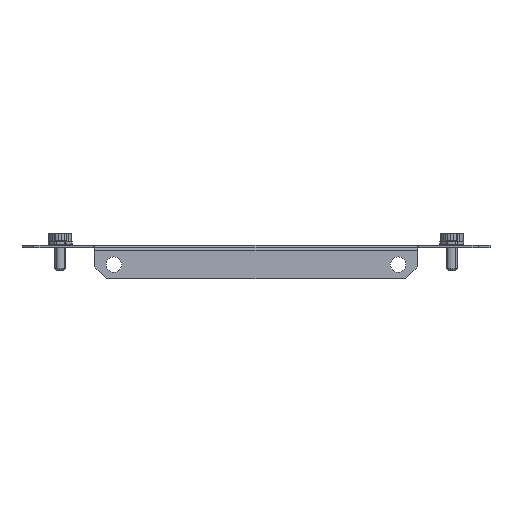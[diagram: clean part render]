
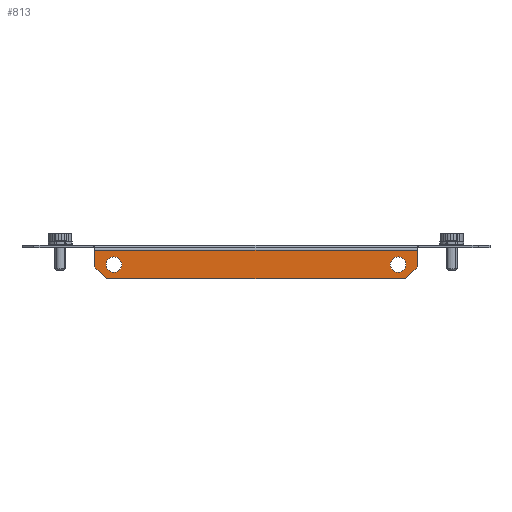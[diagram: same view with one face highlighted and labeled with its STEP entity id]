
A CAD part, front view. The second image highlights one B-rep face of the part: STEP entity #813.
In plain terms, the highlighted planar face has unit normal (0, -1, 0).
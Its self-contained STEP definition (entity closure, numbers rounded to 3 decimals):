
#30 = CARTESIAN_POINT ( 'NONE',  ( 59.5, -949.5, -8. ) ) ;
#96 = DIRECTION ( 'NONE',  ( -1., 0., 0. ) ) ;
#256 = ORIENTED_EDGE ( 'NONE', *, *, #1487, .F. ) ;
#352 = LINE ( 'NONE', #1131, #2346 ) ;
#364 = VERTEX_POINT ( 'NONE', #5337 ) ;
#479 = EDGE_CURVE ( 'NONE', #2004, #1615, #5313, .T. ) ;
#586 = VERTEX_POINT ( 'NONE', #1995 ) ;
#689 = CARTESIAN_POINT ( 'NONE',  ( 0., -949.5, -14. ) ) ;
#808 = DIRECTION ( 'NONE',  ( 0., 0., 1. ) ) ;
#813 = ADVANCED_FACE ( 'NONE', ( #1573, #1697, #1128 ), #3381, .T. ) ;
#1041 = EDGE_CURVE ( 'NONE', #3258, #3671, #2343, .T. ) ;
#1128 = FACE_OUTER_BOUND ( 'NONE', #3489, .T. ) ;
#1131 = CARTESIAN_POINT ( 'NONE',  ( 38.25, -949.5, -38.25 ) ) ;
#1154 = VERTEX_POINT ( 'NONE', #4024 ) ;
#1195 = VECTOR ( 'NONE', #96, 1000. ) ;
#1254 = CIRCLE ( 'NONE', #3329, 3.25 ) ;
#1267 = DIRECTION ( 'NONE',  ( 0., 1., 0. ) ) ;
#1346 = LINE ( 'NONE', #2338, #1195 ) ;
#1398 = DIRECTION ( 'NONE',  ( 0., 0., 1. ) ) ;
#1421 = LINE ( 'NONE', #4632, #4877 ) ;
#1467 = AXIS2_PLACEMENT_3D ( 'NONE', #30, #5049, #1822 ) ;
#1487 = EDGE_CURVE ( 'NONE', #2189, #364, #2058, .T. ) ;
#1491 = CARTESIAN_POINT ( 'NONE',  ( -59.5, -949.5, -8. ) ) ;
#1573 = FACE_BOUND ( 'NONE', #4649, .T. ) ;
#1615 = VERTEX_POINT ( 'NONE', #5559 ) ;
#1669 = DIRECTION ( 'NONE',  ( 0.707, 0., 0.707 ) ) ;
#1697 = FACE_BOUND ( 'NONE', #3069, .T. ) ;
#1747 = DIRECTION ( 'NONE',  ( 0., 0., 1. ) ) ;
#1779 = EDGE_CURVE ( 'NONE', #3786, #3689, #352, .T. ) ;
#1822 = DIRECTION ( 'NONE',  ( 0., 0., 1. ) ) ;
#1874 = EDGE_CURVE ( 'NONE', #586, #3786, #2962, .T. ) ;
#1970 = EDGE_CURVE ( 'NONE', #364, #2189, #2416, .T. ) ;
#1995 = CARTESIAN_POINT ( 'NONE',  ( -62.5, -949.5, -14. ) ) ;
#2004 = VERTEX_POINT ( 'NONE', #5440 ) ;
#2058 = CIRCLE ( 'NONE', #5402, 3.25 ) ;
#2189 = VERTEX_POINT ( 'NONE', #3191 ) ;
#2218 = EDGE_CURVE ( 'NONE', #1154, #2004, #1346, .T. ) ;
#2282 = VECTOR ( 'NONE', #1747, 1000. ) ;
#2326 = ORIENTED_EDGE ( 'NONE', *, *, #5245, .T. ) ;
#2338 = CARTESIAN_POINT ( 'NONE',  ( 0., -949.5, -2. ) ) ;
#2343 = CIRCLE ( 'NONE', #4169, 3.25 ) ;
#2346 = VECTOR ( 'NONE', #1669, 1000. ) ;
#2416 = CIRCLE ( 'NONE', #1467, 3.25 ) ;
#2679 = DIRECTION ( 'NONE',  ( 0.707, 0., -0.707 ) ) ;
#2771 = ORIENTED_EDGE ( 'NONE', *, *, #3520, .T. ) ;
#2910 = ORIENTED_EDGE ( 'NONE', *, *, #2218, .T. ) ;
#2962 = LINE ( 'NONE', #689, #4439 ) ;
#2963 = CARTESIAN_POINT ( 'NONE',  ( 62.5, -949.5, -14. ) ) ;
#2988 = ORIENTED_EDGE ( 'NONE', *, *, #1779, .T. ) ;
#3039 = DIRECTION ( 'NONE',  ( 0., 0., 1. ) ) ;
#3069 = EDGE_LOOP ( 'NONE', ( #4339, #4244 ) ) ;
#3191 = CARTESIAN_POINT ( 'NONE',  ( 59.5, -949.5, -11.25 ) ) ;
#3192 = CARTESIAN_POINT ( 'NONE',  ( -59.5, -949.5, -11.25 ) ) ;
#3258 = VERTEX_POINT ( 'NONE', #5542 ) ;
#3329 = AXIS2_PLACEMENT_3D ( 'NONE', #4441, #1267, #3039 ) ;
#3381 = PLANE ( 'NONE',  #3756 ) ;
#3489 = EDGE_LOOP ( 'NONE', ( #5045, #2988, #2771, #2910, #4022, #2326 ) ) ;
#3504 = CARTESIAN_POINT ( 'NONE',  ( 0., -949.5, 0. ) ) ;
#3520 = EDGE_CURVE ( 'NONE', #3689, #1154, #5795, .T. ) ;
#3671 = VERTEX_POINT ( 'NONE', #3192 ) ;
#3689 = VERTEX_POINT ( 'NONE', #5509 ) ;
#3756 = AXIS2_PLACEMENT_3D ( 'NONE', #3504, #5344, #808 ) ;
#3786 = VERTEX_POINT ( 'NONE', #2963 ) ;
#3862 = VECTOR ( 'NONE', #5453, 1000. ) ;
#3912 = DIRECTION ( 'NONE',  ( 1., 0., 0. ) ) ;
#4022 = ORIENTED_EDGE ( 'NONE', *, *, #479, .T. ) ;
#4024 = CARTESIAN_POINT ( 'NONE',  ( 67.5, -949.5, -2. ) ) ;
#4169 = AXIS2_PLACEMENT_3D ( 'NONE', #1491, #4722, #5623 ) ;
#4244 = ORIENTED_EDGE ( 'NONE', *, *, #5836, .T. ) ;
#4339 = ORIENTED_EDGE ( 'NONE', *, *, #1041, .T. ) ;
#4439 = VECTOR ( 'NONE', #3912, 1000. ) ;
#4441 = CARTESIAN_POINT ( 'NONE',  ( -59.5, -949.5, -8. ) ) ;
#4632 = CARTESIAN_POINT ( 'NONE',  ( -38.25, -949.5, -38.25 ) ) ;
#4649 = EDGE_LOOP ( 'NONE', ( #5314, #256 ) ) ;
#4722 = DIRECTION ( 'NONE',  ( 0., 1., 0. ) ) ;
#4790 = CARTESIAN_POINT ( 'NONE',  ( 67.5, -949.5, 0. ) ) ;
#4877 = VECTOR ( 'NONE', #2679, 1000. ) ;
#4937 = CARTESIAN_POINT ( 'NONE',  ( 59.5, -949.5, -8. ) ) ;
#4971 = CARTESIAN_POINT ( 'NONE',  ( -67.5, -949.5, 0. ) ) ;
#4996 = DIRECTION ( 'NONE',  ( 0., -1., 0. ) ) ;
#5045 = ORIENTED_EDGE ( 'NONE', *, *, #1874, .T. ) ;
#5049 = DIRECTION ( 'NONE',  ( 0., -1., 0. ) ) ;
#5245 = EDGE_CURVE ( 'NONE', #1615, #586, #1421, .T. ) ;
#5313 = LINE ( 'NONE', #4971, #3862 ) ;
#5314 = ORIENTED_EDGE ( 'NONE', *, *, #1970, .F. ) ;
#5337 = CARTESIAN_POINT ( 'NONE',  ( 59.5, -949.5, -4.75 ) ) ;
#5344 = DIRECTION ( 'NONE',  ( 0., -1., 0. ) ) ;
#5402 = AXIS2_PLACEMENT_3D ( 'NONE', #4937, #4996, #1398 ) ;
#5440 = CARTESIAN_POINT ( 'NONE',  ( -67.5, -949.5, -2. ) ) ;
#5453 = DIRECTION ( 'NONE',  ( 0., 0., -1. ) ) ;
#5509 = CARTESIAN_POINT ( 'NONE',  ( 67.5, -949.5, -9. ) ) ;
#5542 = CARTESIAN_POINT ( 'NONE',  ( -59.5, -949.5, -4.75 ) ) ;
#5559 = CARTESIAN_POINT ( 'NONE',  ( -67.5, -949.5, -9. ) ) ;
#5623 = DIRECTION ( 'NONE',  ( 0., 0., 1. ) ) ;
#5795 = LINE ( 'NONE', #4790, #2282 ) ;
#5836 = EDGE_CURVE ( 'NONE', #3671, #3258, #1254, .T. ) ;
